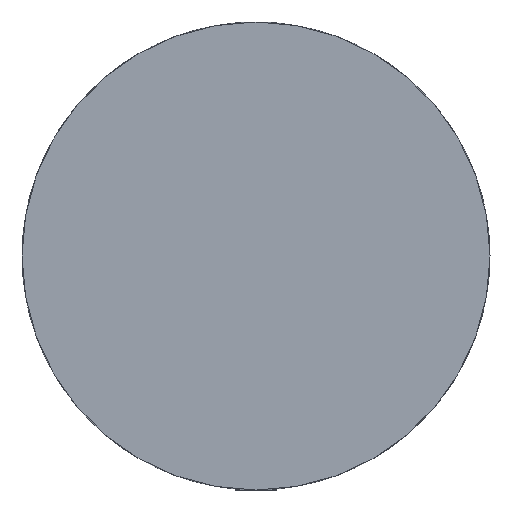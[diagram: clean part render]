
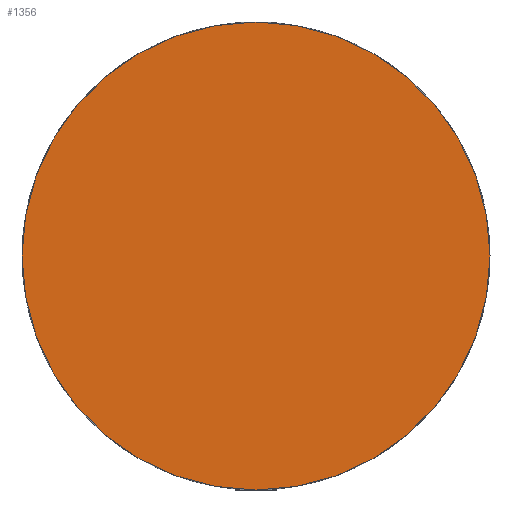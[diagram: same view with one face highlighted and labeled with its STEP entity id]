
A CAD part, front view. The second image highlights one B-rep face of the part: STEP entity #1356.
In plain terms, the highlighted planar face has unit normal (0, -1, 0).
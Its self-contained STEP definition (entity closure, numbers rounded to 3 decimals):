
#53=FACE_OUTER_BOUND('',#124,.T.);
#124=EDGE_LOOP('',(#1035));
#211=CIRCLE('',#1478,11.25);
#622=VERTEX_POINT('',#2185);
#765=EDGE_CURVE('',#622,#622,#211,.T.);
#1035=ORIENTED_EDGE('',*,*,#765,.F.);
#1289=PLANE('',#1489);
#1356=ADVANCED_FACE('',(#53),#1289,.F.);
#1478=AXIS2_PLACEMENT_3D('',#2186,#1742,#1743);
#1489=AXIS2_PLACEMENT_3D('',#2221,#1781,#1782);
#1742=DIRECTION('center_axis',(0.,1.,0.));
#1743=DIRECTION('ref_axis',(0.,0.,1.));
#1781=DIRECTION('center_axis',(0.,1.,0.));
#1782=DIRECTION('ref_axis',(0.,0.,1.));
#2185=CARTESIAN_POINT('',(0.,1.25,11.25));
#2186=CARTESIAN_POINT('Origin',(0.,1.25,0.));
#2221=CARTESIAN_POINT('Origin',(0.,1.25,0.));
